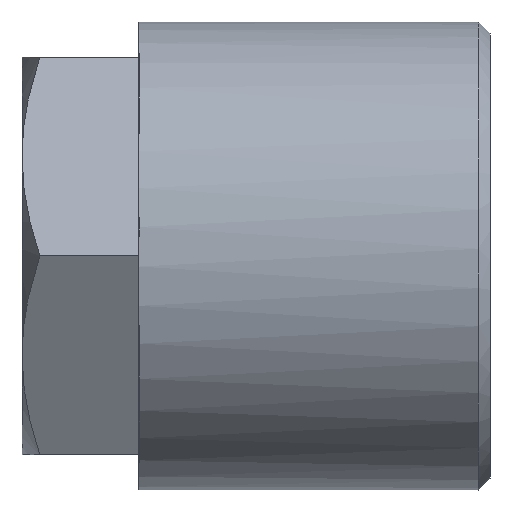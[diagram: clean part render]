
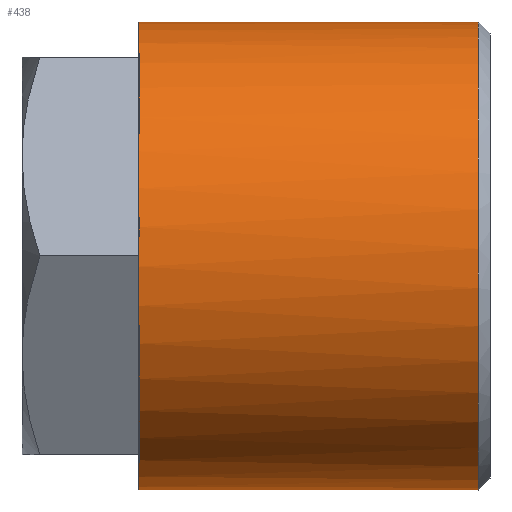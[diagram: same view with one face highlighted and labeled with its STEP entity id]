
A CAD part, left-side view. The second image highlights one B-rep face of the part: STEP entity #438.
In plain terms, the highlighted free-form (B-spline) face has degree [1, 3] with [2, 4] control points.
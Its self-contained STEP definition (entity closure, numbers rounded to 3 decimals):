
#4 = CARTESIAN_POINT ( 'NONE',  ( -7.535, 15., 6.607 ) ) ;
#11 = CARTESIAN_POINT ( 'NONE',  ( -3.22, 15., -9.49 ) ) ;
#17 = ORIENTED_EDGE ( 'NONE', *, *, #820, .F. ) ;
#20 = CARTESIAN_POINT ( 'NONE',  ( 0., 0.5, 10. ) ) ;
#22 = ORIENTED_EDGE ( 'NONE', *, *, #413, .T. ) ;
#29 = EDGE_LOOP ( 'NONE', ( #17, #335, #504, #22 ) ) ;
#46 = CARTESIAN_POINT ( 'NONE',  ( 0., 15., -10. ) ) ;
#77 = CARTESIAN_POINT ( 'NONE',  ( 0., 0.5, 10. ) ) ;
#117 =( BOUNDED_SURFACE ( )  B_SPLINE_SURFACE ( 1, 3, ( 
 ( #364, #876, #1157, #1077 ),
 ( #277, #672, #866, #1174 ) ),
 .UNSPECIFIED., .F., .F., .F. ) 
 B_SPLINE_SURFACE_WITH_KNOTS ( ( 2, 2 ),
 ( 4, 4 ),
 ( 0., 1. ),
 ( 0., 1. ),
 .UNSPECIFIED. ) 
 GEOMETRIC_REPRESENTATION_ITEM ( )  RATIONAL_B_SPLINE_SURFACE ( (
 ( 1., 0.333, 0.333, 1.),
 ( 1., 0.333, 0.333, 1.) ) ) 
 REPRESENTATION_ITEM ( '' )  SURFACE ( )  );
#121 = CARTESIAN_POINT ( 'NONE',  ( -6.607, 15., -7.535 ) ) ;
#207 = CARTESIAN_POINT ( 'NONE',  ( -9.68, 15., -2.595 ) ) ;
#218 = CARTESIAN_POINT ( 'NONE',  ( -6.102, 15., -7.95 ) ) ;
#221 = CARTESIAN_POINT ( 'NONE',  ( -5.01, 15., 8.679 ) ) ;
#222 = CARTESIAN_POINT ( 'NONE',  ( 0., 0.5, 10. ) ) ;
#224 = CARTESIAN_POINT ( 'NONE',  ( -10., 15., -0.657 ) ) ;
#277 = CARTESIAN_POINT ( 'NONE',  ( 0., 0.5, 10. ) ) ;
#313 = CARTESIAN_POINT ( 'NONE',  ( -4.433, 15., -8.988 ) ) ;
#323 = VERTEX_POINT ( 'NONE', #46 ) ;
#330 = CARTESIAN_POINT ( 'NONE',  ( 0., 15., -10. ) ) ;
#333 = B_SPLINE_CURVE_WITH_KNOTS ( 'NONE', 1,
 ( #77, #368 ),
 .UNSPECIFIED., .F., .F.,
 ( 2, 2 ),
 ( -1., 0. ),
 .UNSPECIFIED. ) ;
#335 = ORIENTED_EDGE ( 'NONE', *, *, #1115, .T. ) ;
#355 = VERTEX_POINT ( 'NONE', #1084 ) ;
#364 = CARTESIAN_POINT ( 'NONE',  ( 0., 15., 10. ) ) ;
#368 = CARTESIAN_POINT ( 'NONE',  ( 0., 15., 10. ) ) ;
#377 = VERTEX_POINT ( 'NONE', #1078 ) ;
#381 = CARTESIAN_POINT ( 'NONE',  ( 0., 15., -10. ) ) ;
#398 = B_SPLINE_CURVE_WITH_KNOTS ( 'NONE', 3,
 ( #330, #1225, #514, #931, #11, #313, #616, #218, #121, #822, #518, #827, #1131, #812, #207, #1220, #224, #1024, #1119, #1015, #623, #723, #936, #423, #4, #521, #620, #221, #1027, #529, #419, #1231, #628, #942 ),
 .UNSPECIFIED., .F., .F.,
 ( 4, 2, 2, 2, 2, 2, 2, 2, 2, 2, 2, 2, 2, 2, 2, 2, 4 ),
 ( 0., 0.196, 0.393, 0.589, 0.785, 0.982, 1.178, 1.374, 1.571, 1.767, 1.963, 2.16, 2.356, 2.553, 2.749, 2.945, 3.142 ),
 .UNSPECIFIED. ) ;
#413 = EDGE_CURVE ( 'NONE', #590, #377, #333, .T. ) ;
#419 = CARTESIAN_POINT ( 'NONE',  ( -2.595, 15., 9.68 ) ) ;
#423 = CARTESIAN_POINT ( 'NONE',  ( -7.95, 15., 6.102 ) ) ;
#438 = ADVANCED_FACE ( 'NONE', ( #1031 ), #117, .F. ) ;
#489 = CARTESIAN_POINT ( 'NONE',  ( 0., 0.5, -10. ) ) ;
#504 = ORIENTED_EDGE ( 'NONE', *, *, #524, .T. ) ;
#514 = CARTESIAN_POINT ( 'NONE',  ( -1.307, 15., -9.936 ) ) ;
#518 = CARTESIAN_POINT ( 'NONE',  ( -7.95, 15., -6.102 ) ) ;
#521 = CARTESIAN_POINT ( 'NONE',  ( -6.607, 15., 7.535 ) ) ;
#524 = EDGE_CURVE ( 'NONE', #355, #590, #593, .T. ) ;
#529 = CARTESIAN_POINT ( 'NONE',  ( -3.22, 15., 9.49 ) ) ;
#590 = VERTEX_POINT ( 'NONE', #20 ) ;
#593 =( BOUNDED_CURVE ( )  B_SPLINE_CURVE ( 3, ( #617, #1214, #932, #222 ),
 .UNSPECIFIED., .F., .F. ) 
 B_SPLINE_CURVE_WITH_KNOTS ( ( 4, 4 ),
 ( -3.142, 0. ),
 .UNSPECIFIED. ) 
 CURVE ( )  GEOMETRIC_REPRESENTATION_ITEM ( )  RATIONAL_B_SPLINE_CURVE ( ( 1., 0.333, 0.333, 1. ) ) 
 REPRESENTATION_ITEM ( '' )  );
#616 = CARTESIAN_POINT ( 'NONE',  ( -5.01, 15., -8.679 ) ) ;
#617 = CARTESIAN_POINT ( 'NONE',  ( 0., 0.5, -10. ) ) ;
#618 = B_SPLINE_CURVE_WITH_KNOTS ( 'NONE', 1,
 ( #381, #489 ),
 .UNSPECIFIED., .F., .F.,
 ( 2, 2 ),
 ( -1., 0. ),
 .UNSPECIFIED. ) ;
#620 = CARTESIAN_POINT ( 'NONE',  ( -6.102, 15., 7.95 ) ) ;
#623 = CARTESIAN_POINT ( 'NONE',  ( -9.49, 15., 3.22 ) ) ;
#628 = CARTESIAN_POINT ( 'NONE',  ( -0.657, 15., 10. ) ) ;
#672 = CARTESIAN_POINT ( 'NONE',  ( -20., 0.5, 10. ) ) ;
#723 = CARTESIAN_POINT ( 'NONE',  ( -8.988, 15., 4.433 ) ) ;
#812 = CARTESIAN_POINT ( 'NONE',  ( -9.49, 15., -3.22 ) ) ;
#820 = EDGE_CURVE ( 'NONE', #323, #377, #398, .T. ) ;
#822 = CARTESIAN_POINT ( 'NONE',  ( -7.535, 15., -6.607 ) ) ;
#827 = CARTESIAN_POINT ( 'NONE',  ( -8.679, 15., -5.01 ) ) ;
#866 = CARTESIAN_POINT ( 'NONE',  ( -20., 0.5, -10. ) ) ;
#876 = CARTESIAN_POINT ( 'NONE',  ( -20., 15., 10. ) ) ;
#931 = CARTESIAN_POINT ( 'NONE',  ( -2.595, 15., -9.68 ) ) ;
#932 = CARTESIAN_POINT ( 'NONE',  ( -20., 0.5, 10. ) ) ;
#936 = CARTESIAN_POINT ( 'NONE',  ( -8.679, 15., 5.01 ) ) ;
#942 = CARTESIAN_POINT ( 'NONE',  ( 0., 15., 10. ) ) ;
#1015 = CARTESIAN_POINT ( 'NONE',  ( -9.68, 15., 2.595 ) ) ;
#1024 = CARTESIAN_POINT ( 'NONE',  ( -10., 15., 0.657 ) ) ;
#1027 = CARTESIAN_POINT ( 'NONE',  ( -4.433, 15., 8.988 ) ) ;
#1031 = FACE_OUTER_BOUND ( 'NONE', #29, .T. ) ;
#1077 = CARTESIAN_POINT ( 'NONE',  ( 0., 15., -10. ) ) ;
#1078 = CARTESIAN_POINT ( 'NONE',  ( 0., 15., 10. ) ) ;
#1084 = CARTESIAN_POINT ( 'NONE',  ( 0., 0.5, -10. ) ) ;
#1115 = EDGE_CURVE ( 'NONE', #323, #355, #618, .T. ) ;
#1119 = CARTESIAN_POINT ( 'NONE',  ( -9.936, 15., 1.307 ) ) ;
#1131 = CARTESIAN_POINT ( 'NONE',  ( -8.988, 15., -4.433 ) ) ;
#1157 = CARTESIAN_POINT ( 'NONE',  ( -20., 15., -10. ) ) ;
#1174 = CARTESIAN_POINT ( 'NONE',  ( 0., 0.5, -10. ) ) ;
#1214 = CARTESIAN_POINT ( 'NONE',  ( -20., 0.5, -10. ) ) ;
#1220 = CARTESIAN_POINT ( 'NONE',  ( -9.936, 15., -1.307 ) ) ;
#1225 = CARTESIAN_POINT ( 'NONE',  ( -0.657, 15., -10. ) ) ;
#1231 = CARTESIAN_POINT ( 'NONE',  ( -1.307, 15., 9.936 ) ) ;
